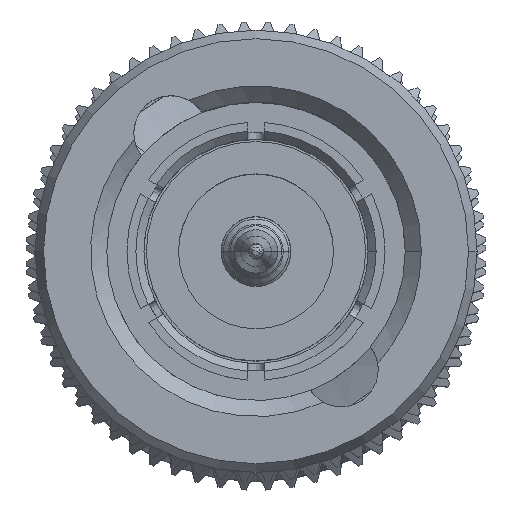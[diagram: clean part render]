
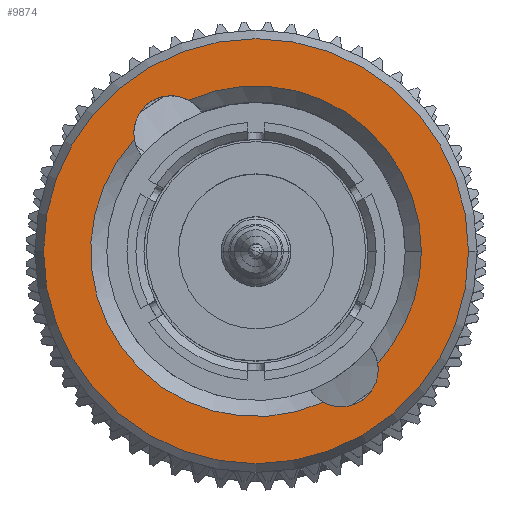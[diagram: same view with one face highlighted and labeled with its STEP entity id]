
A CAD part, top view. The second image highlights one B-rep face of the part: STEP entity #9874.
In plain terms, the highlighted face is planar.
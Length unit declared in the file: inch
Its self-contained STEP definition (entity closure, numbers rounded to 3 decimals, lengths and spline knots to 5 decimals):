
#260 = VERTEX_POINT ( 'NONE', #4394 ) ;
#483 = PLANE ( 'NONE',  #3259 ) ;
#929 = CARTESIAN_POINT ( 'NONE',  ( 0.33873, -0.14666, 0.10533 ) ) ;
#1384 = DIRECTION ( 'NONE',  ( 0., 0., 1. ) ) ;
#1395 = CIRCLE ( 'NONE', #12788, 0.20494 ) ;
#1403 = DIRECTION ( 'NONE',  ( 1., 0., 0. ) ) ;
#1466 = EDGE_CURVE ( 'NONE', #9702, #12175, #4451, .T. ) ;
#1663 = CIRCLE ( 'NONE', #16884, 0.26339 ) ;
#2109 = ORIENTED_EDGE ( 'NONE', *, *, #14176, .T. ) ;
#2136 = AXIS2_PLACEMENT_3D ( 'NONE', #929, #18588, #15273 ) ;
#2703 = CIRCLE ( 'NONE', #2136, 0.04611 ) ;
#2831 = DIRECTION ( 'NONE',  ( 0., 0., -1. ) ) ;
#2974 = CARTESIAN_POINT ( 'NONE',  ( 0.33873, 0., 0. ) ) ;
#3211 = VERTEX_POINT ( 'NONE', #14584 ) ;
#3259 = AXIS2_PLACEMENT_3D ( 'NONE', #6394, #17722, #16271 ) ;
#3507 = EDGE_CURVE ( 'NONE', #12175, #260, #14297, .T. ) ;
#3781 = CARTESIAN_POINT ( 'NONE',  ( 0.33873, 0., 0. ) ) ;
#4059 = CIRCLE ( 'NONE', #4994, 0.20494 ) ;
#4123 = CARTESIAN_POINT ( 'NONE',  ( 0.33873, 0., 0.20494 ) ) ;
#4344 = DIRECTION ( 'NONE',  ( 1., 0., 0. ) ) ;
#4394 = CARTESIAN_POINT ( 'NONE',  ( 0.33873, 0.18721, -0.08339 ) ) ;
#4429 = ORIENTED_EDGE ( 'NONE', *, *, #14824, .T. ) ;
#4451 = CIRCLE ( 'NONE', #13941, 0.20494 ) ;
#4734 = CARTESIAN_POINT ( 'NONE',  ( 0.33873, 0., 0. ) ) ;
#4994 = AXIS2_PLACEMENT_3D ( 'NONE', #3781, #15332, #5633 ) ;
#5316 = DIRECTION ( 'NONE',  ( 1., 0., 0. ) ) ;
#5633 = DIRECTION ( 'NONE',  ( 0., 0., 1. ) ) ;
#5849 = EDGE_LOOP ( 'NONE', ( #13191, #15826, #2109, #4429, #16878, #6736 ) ) ;
#6394 = CARTESIAN_POINT ( 'NONE',  ( 0.33873, 0., -0.26339 ) ) ;
#6462 = CARTESIAN_POINT ( 'NONE',  ( 0.33873, -0.14666, 0.10533 ) ) ;
#6708 = CARTESIAN_POINT ( 'NONE',  ( 0.33873, 0., 0. ) ) ;
#6736 = ORIENTED_EDGE ( 'NONE', *, *, #14842, .T. ) ;
#7079 = CIRCLE ( 'NONE', #8804, 0.04611 ) ;
#7127 = CARTESIAN_POINT ( 'NONE',  ( 0.33873, -0.14666, 0.15144 ) ) ;
#7243 = VERTEX_POINT ( 'NONE', #4123 ) ;
#8025 = FACE_OUTER_BOUND ( 'NONE', #11617, .T. ) ;
#8051 = DIRECTION ( 'NONE',  ( 0., 0., 1. ) ) ;
#8104 = DIRECTION ( 'NONE',  ( 0., 0., -1. ) ) ;
#8338 = CIRCLE ( 'NONE', #16559, 0.26339 ) ;
#8583 = VERTEX_POINT ( 'NONE', #7127 ) ;
#8804 = AXIS2_PLACEMENT_3D ( 'NONE', #6462, #18090, #8051 ) ;
#9172 = ORIENTED_EDGE ( 'NONE', *, *, #14849, .F. ) ;
#9702 = VERTEX_POINT ( 'NONE', #10054 ) ;
#9874 = ADVANCED_FACE ( 'NONE', ( #16293, #8025 ), #483, .F. ) ;
#9993 = EDGE_CURVE ( 'NONE', #13344, #8583, #7079, .T. ) ;
#10054 = CARTESIAN_POINT ( 'NONE',  ( 0.33873, -0.18721, 0.08339 ) ) ;
#11399 = ORIENTED_EDGE ( 'NONE', *, *, #12540, .F. ) ;
#11617 = EDGE_LOOP ( 'NONE', ( #11399, #9172 ) ) ;
#11883 = CARTESIAN_POINT ( 'NONE',  ( 0.33873, -0.13882, 0.15077 ) ) ;
#11949 = DIRECTION ( 'NONE',  ( 0., 0., 1. ) ) ;
#12175 = VERTEX_POINT ( 'NONE', #14001 ) ;
#12540 = EDGE_CURVE ( 'NONE', #12811, #3211, #1663, .T. ) ;
#12788 = AXIS2_PLACEMENT_3D ( 'NONE', #4734, #16097, #11949 ) ;
#12811 = VERTEX_POINT ( 'NONE', #17372 ) ;
#13077 = DIRECTION ( 'NONE',  ( 0., 0., 1. ) ) ;
#13191 = ORIENTED_EDGE ( 'NONE', *, *, #1466, .T. ) ;
#13344 = VERTEX_POINT ( 'NONE', #11883 ) ;
#13928 = CARTESIAN_POINT ( 'NONE',  ( 0.33873, 0., 0. ) ) ;
#13941 = AXIS2_PLACEMENT_3D ( 'NONE', #2974, #4344, #13077 ) ;
#14001 = CARTESIAN_POINT ( 'NONE',  ( 0.33873, 0.13882, -0.15077 ) ) ;
#14176 = EDGE_CURVE ( 'NONE', #260, #7243, #1395, .T. ) ;
#14297 = CIRCLE ( 'NONE', #14685, 0.04611 ) ;
#14584 = CARTESIAN_POINT ( 'NONE',  ( 0.33873, 0., 0.26339 ) ) ;
#14685 = AXIS2_PLACEMENT_3D ( 'NONE', #18566, #17077, #1384 ) ;
#14824 = EDGE_CURVE ( 'NONE', #7243, #13344, #4059, .T. ) ;
#14842 = EDGE_CURVE ( 'NONE', #8583, #9702, #2703, .T. ) ;
#14849 = EDGE_CURVE ( 'NONE', #3211, #12811, #8338, .T. ) ;
#15273 = DIRECTION ( 'NONE',  ( 0., 0., 1. ) ) ;
#15332 = DIRECTION ( 'NONE',  ( 1., 0., 0. ) ) ;
#15826 = ORIENTED_EDGE ( 'NONE', *, *, #3507, .T. ) ;
#16097 = DIRECTION ( 'NONE',  ( 1., 0., 0. ) ) ;
#16271 = DIRECTION ( 'NONE',  ( 0., 0., -1. ) ) ;
#16293 = FACE_BOUND ( 'NONE', #5849, .T. ) ;
#16559 = AXIS2_PLACEMENT_3D ( 'NONE', #6708, #1403, #2831 ) ;
#16878 = ORIENTED_EDGE ( 'NONE', *, *, #9993, .T. ) ;
#16884 = AXIS2_PLACEMENT_3D ( 'NONE', #13928, #5316, #8104 ) ;
#17077 = DIRECTION ( 'NONE',  ( 1., 0., 0. ) ) ;
#17372 = CARTESIAN_POINT ( 'NONE',  ( 0.33873, 0., -0.26339 ) ) ;
#17722 = DIRECTION ( 'NONE',  ( 1., 0., 0. ) ) ;
#18090 = DIRECTION ( 'NONE',  ( 1., 0., 0. ) ) ;
#18566 = CARTESIAN_POINT ( 'NONE',  ( 0.33873, 0.14666, -0.10533 ) ) ;
#18588 = DIRECTION ( 'NONE',  ( 1., 0., 0. ) ) ;
